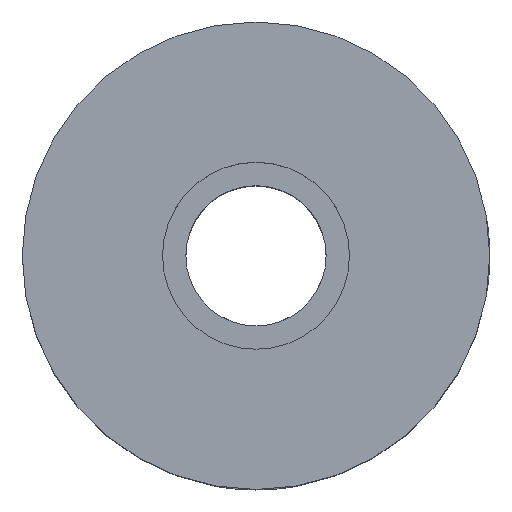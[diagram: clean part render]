
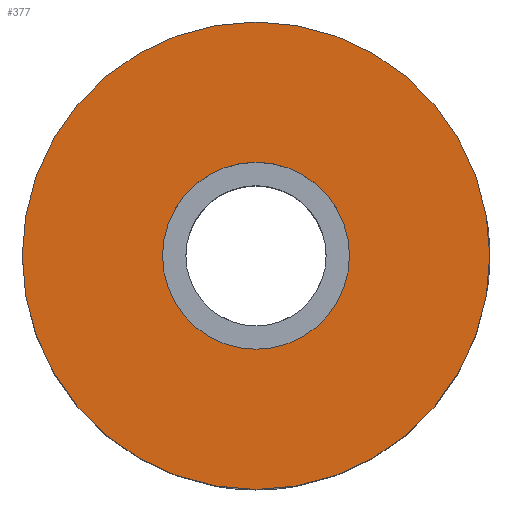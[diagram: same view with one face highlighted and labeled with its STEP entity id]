
A CAD part, top view. The second image highlights one B-rep face of the part: STEP entity #377.
In plain terms, the highlighted planar face has unit normal (0, 0, 1).
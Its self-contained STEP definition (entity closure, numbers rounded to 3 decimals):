
#377 = ADVANCED_FACE( '', ( #492, #493 ), #494, .F. );
#492 = FACE_OUTER_BOUND( '', #664, .T. );
#493 = FACE_BOUND( '', #665, .T. );
#494 = PLANE( '', #666 );
#664 = EDGE_LOOP( '', ( #872 ) );
#665 = EDGE_LOOP( '', ( #873 ) );
#666 = AXIS2_PLACEMENT_3D( '', #874, #875, #876 );
#872 = ORIENTED_EDGE( '', *, *, #1207, .T. );
#873 = ORIENTED_EDGE( '', *, *, #1209, .F. );
#874 = CARTESIAN_POINT( '', ( 0., 0., -10. ) );
#875 = DIRECTION( '', ( 0., 0., -1. ) );
#876 = DIRECTION( '', ( 1., 0., 0. ) );
#1207 = EDGE_CURVE( '', #1340, #1340, #1341, .T. );
#1209 = EDGE_CURVE( '', #1344, #1344, #1345, .T. );
#1340 = VERTEX_POINT( '', #1996 );
#1341 = CIRCLE( '', #1997, 20. );
#1344 = VERTEX_POINT( '', #2000 );
#1345 = CIRCLE( '', #2001, 8. );
#1996 = CARTESIAN_POINT( '', ( 20., 0., -10. ) );
#1997 = AXIS2_PLACEMENT_3D( '', #2353, #2354, #2355 );
#2000 = CARTESIAN_POINT( '', ( 8., 0., -10. ) );
#2001 = AXIS2_PLACEMENT_3D( '', #2359, #2360, #2361 );
#2353 = CARTESIAN_POINT( '', ( 0., 0., -10. ) );
#2354 = DIRECTION( '', ( 0., 0., 1. ) );
#2355 = DIRECTION( '', ( 1., 0., 0. ) );
#2359 = CARTESIAN_POINT( '', ( 0., 0., -10. ) );
#2360 = DIRECTION( '', ( 0., 0., 1. ) );
#2361 = DIRECTION( '', ( 1., 0., 0. ) );
